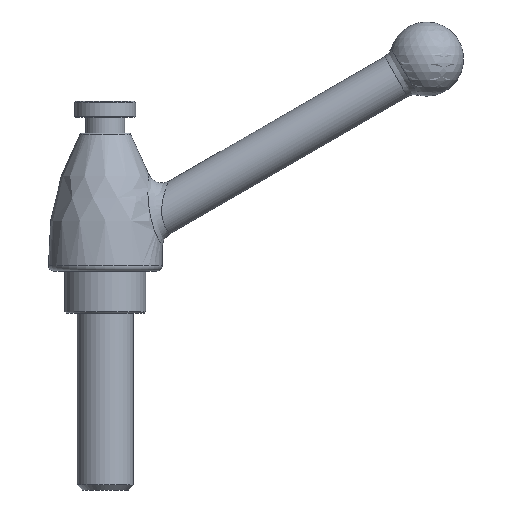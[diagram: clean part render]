
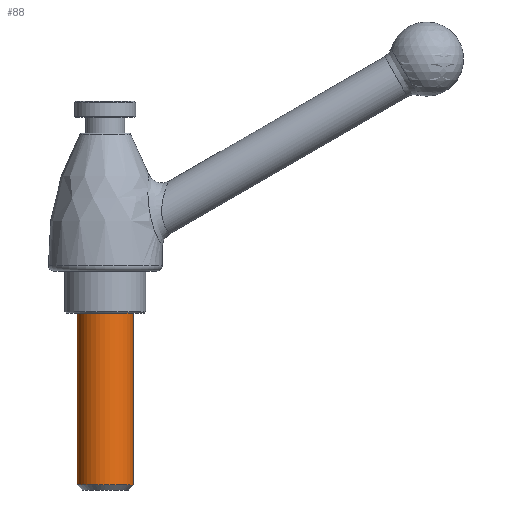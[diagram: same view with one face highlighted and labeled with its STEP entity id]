
A CAD part, front view. The second image highlights one B-rep face of the part: STEP entity #88.
In plain terms, the highlighted cylindrical face has radius 8 mm (diameter 16 mm), a full revolution.
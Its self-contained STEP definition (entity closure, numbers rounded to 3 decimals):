
#88 = ADVANCED_FACE( '', ( #196, #197 ), #198, .T. );
#196 = FACE_OUTER_BOUND( '', #1877, .T. );
#197 = FACE_OUTER_BOUND( '', #1878, .T. );
#198 = CYLINDRICAL_SURFACE( '', #1879, 8. );
#1877 = EDGE_LOOP( '', ( #2015 ) );
#1878 = EDGE_LOOP( '', ( #2016 ) );
#1879 = AXIS2_PLACEMENT_3D( '', #2017, #2018, #2019 );
#2015 = ORIENTED_EDGE( '', *, *, #2117, .T. );
#2016 = ORIENTED_EDGE( '', *, *, #2118, .T. );
#2017 = CARTESIAN_POINT( '', ( 0., 0., -50. ) );
#2018 = DIRECTION( '', ( 0., 0., -1. ) );
#2019 = DIRECTION( '', ( 1., 0., 0. ) );
#2117 = EDGE_CURVE( '', #2197, #2197, #2198, .F. );
#2118 = EDGE_CURVE( '', #2199, #2199, #2200, .F. );
#2197 = VERTEX_POINT( '', #3227 );
#2198 = CIRCLE( '', #3228, 8. );
#2199 = VERTEX_POINT( '', #3229 );
#2200 = CIRCLE( '', #3230, 8. );
#3227 = CARTESIAN_POINT( '', ( -8., 0., -48.5 ) );
#3228 = AXIS2_PLACEMENT_3D( '', #3303, #3304, #3305 );
#3229 = CARTESIAN_POINT( '', ( 8., 0., 0. ) );
#3230 = AXIS2_PLACEMENT_3D( '', #3306, #3307, #3308 );
#3303 = CARTESIAN_POINT( '', ( 0., 0., -48.5 ) );
#3304 = DIRECTION( '', ( 0., 0., -1. ) );
#3305 = DIRECTION( '', ( -1., 0., 0. ) );
#3306 = CARTESIAN_POINT( '', ( 0., 0., 0. ) );
#3307 = DIRECTION( '', ( 0., 0., 1. ) );
#3308 = DIRECTION( '', ( 1., 0., 0. ) );
